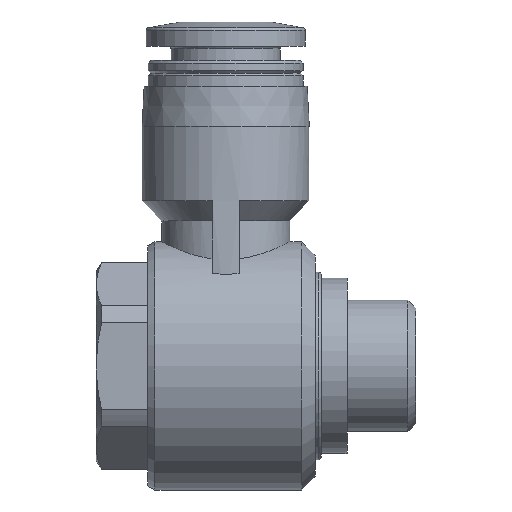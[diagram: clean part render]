
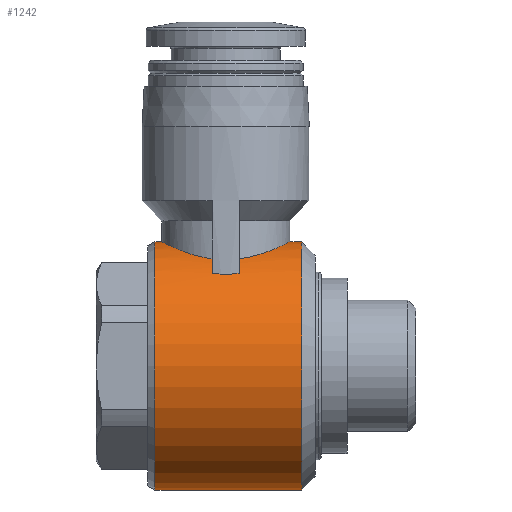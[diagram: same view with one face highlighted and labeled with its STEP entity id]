
A CAD part, left-side view. The second image highlights one B-rep face of the part: STEP entity #1242.
In plain terms, the highlighted cylindrical face has radius 9.2 mm (diameter 18.4 mm), a full revolution.
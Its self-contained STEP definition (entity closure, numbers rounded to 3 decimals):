
#105=CYLINDRICAL_SURFACE('',#1329,9.2);
#138=CIRCLE('',#1330,9.2);
#139=CIRCLE('',#1331,9.2);
#140=CIRCLE('',#1332,9.2);
#141=CIRCLE('',#1333,9.2);
#142=CIRCLE('',#1334,9.2);
#143=CIRCLE('',#1335,9.2);
#228=ORIENTED_EDGE('',*,*,#434,.F.);
#229=ORIENTED_EDGE('',*,*,#435,.T.);
#230=ORIENTED_EDGE('',*,*,#436,.F.);
#231=ORIENTED_EDGE('',*,*,#437,.F.);
#232=ORIENTED_EDGE('',*,*,#438,.F.);
#233=ORIENTED_EDGE('',*,*,#439,.F.);
#234=ORIENTED_EDGE('',*,*,#440,.F.);
#235=ORIENTED_EDGE('',*,*,#441,.F.);
#236=ORIENTED_EDGE('',*,*,#442,.F.);
#237=ORIENTED_EDGE('',*,*,#443,.F.);
#434=EDGE_CURVE('',#528,#528,#138,.T.);
#435=EDGE_CURVE('',#529,#529,#139,.T.);
#436=EDGE_CURVE('',#530,#531,#586,.T.);
#437=EDGE_CURVE('',#532,#530,#140,.T.);
#438=EDGE_CURVE('',#533,#532,#587,.T.);
#439=EDGE_CURVE('',#534,#533,#141,.T.);
#440=EDGE_CURVE('',#535,#534,#588,.T.);
#441=EDGE_CURVE('',#536,#535,#142,.T.);
#442=EDGE_CURVE('',#537,#536,#589,.T.);
#443=EDGE_CURVE('',#531,#537,#143,.T.);
#528=VERTEX_POINT('',#1816);
#529=VERTEX_POINT('',#1818);
#530=VERTEX_POINT('',#1828);
#531=VERTEX_POINT('',#1829);
#532=VERTEX_POINT('',#1831);
#533=VERTEX_POINT('',#1836);
#534=VERTEX_POINT('',#1838);
#535=VERTEX_POINT('',#1848);
#536=VERTEX_POINT('',#1850);
#537=VERTEX_POINT('',#1855);
#586=B_SPLINE_CURVE_WITH_KNOTS('',3,(#1819,#1820,#1821,#1822,#1823,#1824,
#1825,#1826,#1827),.UNSPECIFIED.,.F.,.F.,(4,1,1,1,1,1,4),(0.009,
0.012,0.013,0.015,0.017,
0.018,0.022),.UNSPECIFIED.);
#587=B_SPLINE_CURVE_WITH_KNOTS('',3,(#1832,#1833,#1834,#1835),
 .UNSPECIFIED.,.F.,.F.,(4,4),(0.,0.002),.UNSPECIFIED.);
#588=B_SPLINE_CURVE_WITH_KNOTS('',3,(#1839,#1840,#1841,#1842,#1843,#1844,
#1845,#1846,#1847),.UNSPECIFIED.,.F.,.F.,(4,1,1,1,1,1,4),(0.024,
0.027,0.029,0.03,0.032,
0.034,0.037),.UNSPECIFIED.);
#589=B_SPLINE_CURVE_WITH_KNOTS('',3,(#1851,#1852,#1853,#1854),
 .UNSPECIFIED.,.F.,.F.,(4,4),(0.,0.002),.UNSPECIFIED.);
#608=EDGE_LOOP('',(#228));
#609=EDGE_LOOP('',(#229));
#610=EDGE_LOOP('',(#230,#231,#232,#233,#234,#235,#236,#237));
#703=FACE_BOUND('',#608,.T.);
#704=FACE_BOUND('',#609,.T.);
#705=FACE_BOUND('',#610,.T.);
#1242=ADVANCED_FACE('',(#703,#704,#705),#105,.T.);
#1329=AXIS2_PLACEMENT_3D('',#1814,#1498,#1499);
#1330=AXIS2_PLACEMENT_3D('',#1815,#1500,#1501);
#1331=AXIS2_PLACEMENT_3D('',#1817,#1502,#1503);
#1332=AXIS2_PLACEMENT_3D('',#1830,#1504,#1505);
#1333=AXIS2_PLACEMENT_3D('',#1837,#1506,#1507);
#1334=AXIS2_PLACEMENT_3D('',#1849,#1508,#1509);
#1335=AXIS2_PLACEMENT_3D('',#1856,#1510,#1511);
#1498=DIRECTION('',(0.,-1.,0.));
#1499=DIRECTION('',(1.,0.,0.));
#1500=DIRECTION('',(0.,-1.,0.));
#1501=DIRECTION('',(1.,0.,0.));
#1502=DIRECTION('',(0.,-1.,0.));
#1503=DIRECTION('',(1.,0.,0.));
#1504=DIRECTION('',(0.,-1.,0.));
#1505=DIRECTION('',(1.,0.,0.));
#1506=DIRECTION('',(0.,1.,0.));
#1507=DIRECTION('',(-1.,0.,0.));
#1508=DIRECTION('',(0.,1.,0.));
#1509=DIRECTION('',(-1.,0.,0.));
#1510=DIRECTION('',(0.,-1.,0.));
#1511=DIRECTION('',(1.,0.,0.));
#1814=CARTESIAN_POINT('',(0.,-14.1,0.));
#1815=CARTESIAN_POINT('',(0.,-5.63,0.));
#1816=CARTESIAN_POINT('',(9.2,-5.63,0.));
#1817=CARTESIAN_POINT('',(0.,5.24,0.));
#1818=CARTESIAN_POINT('',(9.2,5.24,0.));
#1819=CARTESIAN_POINT('',(4.644,1.,7.942));
#1820=CARTESIAN_POINT('',(4.415,2.062,8.076));
#1821=CARTESIAN_POINT('',(3.527,3.485,8.582));
#1822=CARTESIAN_POINT('',(1.648,4.554,9.097));
#1823=CARTESIAN_POINT('',(0.004,4.847,9.251));
#1824=CARTESIAN_POINT('',(-1.645,4.556,9.098));
#1825=CARTESIAN_POINT('',(-3.534,3.477,8.579));
#1826=CARTESIAN_POINT('',(-4.412,2.073,8.077));
#1827=CARTESIAN_POINT('',(-4.644,1.,7.942));
#1828=CARTESIAN_POINT('',(4.644,1.,7.942));
#1829=CARTESIAN_POINT('',(-4.644,1.,7.942));
#1830=CARTESIAN_POINT('',(0.,1.,0.));
#1831=CARTESIAN_POINT('',(6.119,1.,6.87));
#1832=CARTESIAN_POINT('',(6.119,-1.,6.87));
#1833=CARTESIAN_POINT('',(6.227,-0.339,6.774));
#1834=CARTESIAN_POINT('',(6.227,0.338,6.774));
#1835=CARTESIAN_POINT('',(6.119,1.,6.87));
#1836=CARTESIAN_POINT('',(6.119,-1.,6.87));
#1837=CARTESIAN_POINT('',(0.,-1.,0.));
#1838=CARTESIAN_POINT('',(4.644,-1.,7.942));
#1839=CARTESIAN_POINT('',(-4.644,-1.,7.942));
#1840=CARTESIAN_POINT('',(-4.414,-2.067,8.076));
#1841=CARTESIAN_POINT('',(-3.525,-3.486,8.582));
#1842=CARTESIAN_POINT('',(-1.646,-4.556,9.098));
#1843=CARTESIAN_POINT('',(0.011,-4.848,9.252));
#1844=CARTESIAN_POINT('',(1.653,-4.552,9.096));
#1845=CARTESIAN_POINT('',(3.535,-3.477,8.579));
#1846=CARTESIAN_POINT('',(4.414,-2.064,8.076));
#1847=CARTESIAN_POINT('',(4.644,-1.,7.942));
#1848=CARTESIAN_POINT('',(-4.644,-1.,7.942));
#1849=CARTESIAN_POINT('',(0.,-1.,0.));
#1850=CARTESIAN_POINT('',(-6.119,-1.,6.87));
#1851=CARTESIAN_POINT('',(-6.119,1.,6.87));
#1852=CARTESIAN_POINT('',(-6.227,0.339,6.774));
#1853=CARTESIAN_POINT('',(-6.227,-0.338,6.774));
#1854=CARTESIAN_POINT('',(-6.119,-1.,6.87));
#1855=CARTESIAN_POINT('',(-6.119,1.,6.87));
#1856=CARTESIAN_POINT('',(0.,1.,0.));
